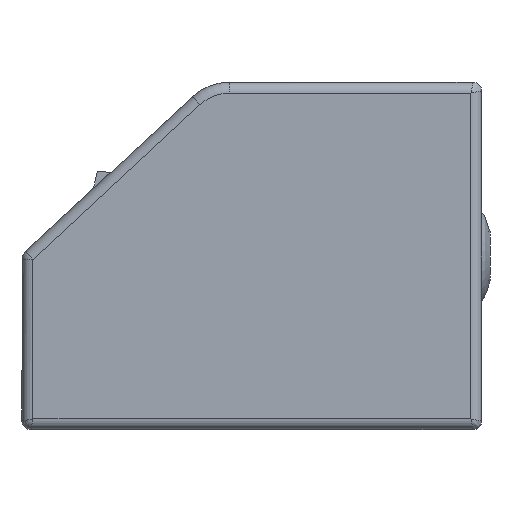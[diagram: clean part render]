
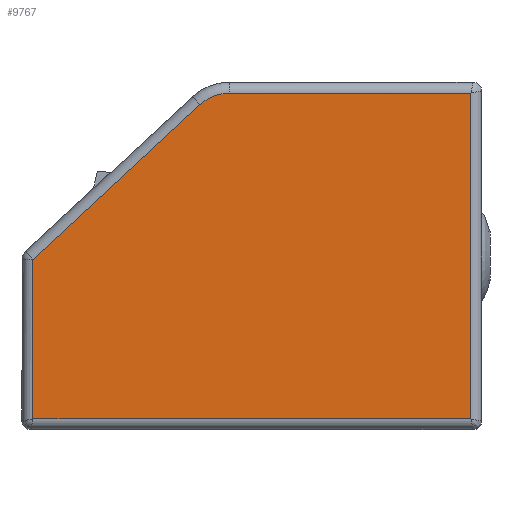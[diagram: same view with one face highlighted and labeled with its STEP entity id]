
A CAD part, left-side view. The second image highlights one B-rep face of the part: STEP entity #9767.
In plain terms, the highlighted planar face has unit normal (-1, 0, 0).
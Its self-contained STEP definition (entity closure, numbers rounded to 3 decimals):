
#118 = CARTESIAN_POINT ( 'NONE',  ( -354.95, 38.741, -32.913 ) ) ;
#159 = DIRECTION ( 'NONE',  ( 0., 0., -1. ) ) ;
#334 = AXIS2_PLACEMENT_3D ( 'NONE', #1129, #10079, #5244 ) ;
#366 = DIRECTION ( 'NONE',  ( 0., -1., 0. ) ) ;
#595 = DIRECTION ( 'NONE',  ( 0., 0., 1. ) ) ;
#841 = DIRECTION ( 'NONE',  ( 0., 0.734, -0.68 ) ) ;
#1071 = LINE ( 'NONE', #4898, #1211 ) ;
#1129 = CARTESIAN_POINT ( 'NONE',  ( -354.95, -11.838, -2.159 ) ) ;
#1211 = VECTOR ( 'NONE', #841, 1000. ) ;
#1477 = CARTESIAN_POINT ( 'NONE',  ( -354.95, 2.842, -10.559 ) ) ;
#1631 = DIRECTION ( 'NONE',  ( -1., 0., 0. ) ) ;
#1734 = CARTESIAN_POINT ( 'NONE',  ( -354.95, 8.279, -4.691 ) ) ;
#1903 = CARTESIAN_POINT ( 'NONE',  ( -354.95, -41.238, -62.059 ) ) ;
#2254 = CARTESIAN_POINT ( 'NONE',  ( -354.95, 38.762, -62.059 ) ) ;
#2268 = DIRECTION ( 'NONE',  ( 0., 0., -1. ) ) ;
#2438 = LINE ( 'NONE', #5515, #2472 ) ;
#2472 = VECTOR ( 'NONE', #595, 1000. ) ;
#2478 = CARTESIAN_POINT ( 'NONE',  ( -354.95, -11.838, -2.559 ) ) ;
#2685 = CARTESIAN_POINT ( 'NONE',  ( -354.95, 2.842, -2.559 ) ) ;
#2723 = PLANE ( 'NONE',  #334 ) ;
#3234 = AXIS2_PLACEMENT_3D ( 'NONE', #1477, #7212, #2268 ) ;
#3646 = VERTEX_POINT ( 'NONE', #5118 ) ;
#4045 = VERTEX_POINT ( 'NONE', #2685 ) ;
#4215 = VECTOR ( 'NONE', #159, 1000. ) ;
#4224 = LINE ( 'NONE', #9891, #4215 ) ;
#4278 = VERTEX_POINT ( 'NONE', #1734 ) ;
#4512 = VERTEX_POINT ( 'NONE', #118 ) ;
#4645 = VERTEX_POINT ( 'NONE', #7697 ) ;
#4819 = VERTEX_POINT ( 'NONE', #1903 ) ;
#4898 = CARTESIAN_POINT ( 'NONE',  ( -354.95, -3.808, 6.508 ) ) ;
#4925 = CIRCLE ( 'NONE', #3234, 8. ) ;
#5094 = EDGE_CURVE ( 'NONE', #3646, #4045, #10450, .T. ) ;
#5118 = CARTESIAN_POINT ( 'NONE',  ( -354.95, -41.238, -2.559 ) ) ;
#5244 = DIRECTION ( 'NONE',  ( 0., 0., -1. ) ) ;
#5341 = VERTEX_POINT ( 'NONE', #2254 ) ;
#5515 = CARTESIAN_POINT ( 'NONE',  ( -354.95, -41.238, -2.159 ) ) ;
#5682 = EDGE_CURVE ( 'NONE', #4045, #4278, #4925, .T. ) ;
#5933 = AXIS2_PLACEMENT_3D ( 'NONE', #6567, #1631, #7376 ) ;
#6037 = EDGE_CURVE ( 'NONE', #4819, #3646, #2438, .T. ) ;
#6104 = CARTESIAN_POINT ( 'NONE',  ( -354.95, -11.838, -62.059 ) ) ;
#6159 = EDGE_CURVE ( 'NONE', #4278, #4512, #1071, .T. ) ;
#6460 = LINE ( 'NONE', #6104, #6570 ) ;
#6567 = CARTESIAN_POINT ( 'NONE',  ( -354.95, 38.695, -32.962 ) ) ;
#6570 = VECTOR ( 'NONE', #366, 1000. ) ;
#6641 = EDGE_CURVE ( 'NONE', #4512, #4645, #7978, .T. ) ;
#6760 = ORIENTED_EDGE ( 'NONE', *, *, #6037, .T. ) ;
#6782 = ORIENTED_EDGE ( 'NONE', *, *, #5094, .T. ) ;
#6811 = ORIENTED_EDGE ( 'NONE', *, *, #5682, .T. ) ;
#6851 = EDGE_CURVE ( 'NONE', #5341, #4819, #6460, .T. ) ;
#6883 = ORIENTED_EDGE ( 'NONE', *, *, #6159, .T. ) ;
#6894 = ORIENTED_EDGE ( 'NONE', *, *, #6641, .T. ) ;
#6905 = ORIENTED_EDGE ( 'NONE', *, *, #7175, .T. ) ;
#6915 = ORIENTED_EDGE ( 'NONE', *, *, #6851, .T. ) ;
#7175 = EDGE_CURVE ( 'NONE', #4645, #5341, #4224, .T. ) ;
#7212 = DIRECTION ( 'NONE',  ( -1., 0., 0. ) ) ;
#7376 = DIRECTION ( 'NONE',  ( 0., 0., -1. ) ) ;
#7503 = DIRECTION ( 'NONE',  ( 0., 1., 0. ) ) ;
#7697 = CARTESIAN_POINT ( 'NONE',  ( -354.95, 38.762, -32.962 ) ) ;
#7978 = CIRCLE ( 'NONE', #5933, 0.067 ) ;
#8161 = FACE_OUTER_BOUND ( 'NONE', #8490, .T. ) ;
#8490 = EDGE_LOOP ( 'NONE', ( #6760, #6782, #6811, #6883, #6894, #6905, #6915 ) ) ;
#9767 = ADVANCED_FACE ( 'NONE', ( #8161 ), #2723, .F. ) ;
#9891 = CARTESIAN_POINT ( 'NONE',  ( -354.95, 38.762, -2.159 ) ) ;
#10079 = DIRECTION ( 'NONE',  ( 1., 0., 0. ) ) ;
#10358 = VECTOR ( 'NONE', #7503, 1000. ) ;
#10450 = LINE ( 'NONE', #2478, #10358 ) ;
